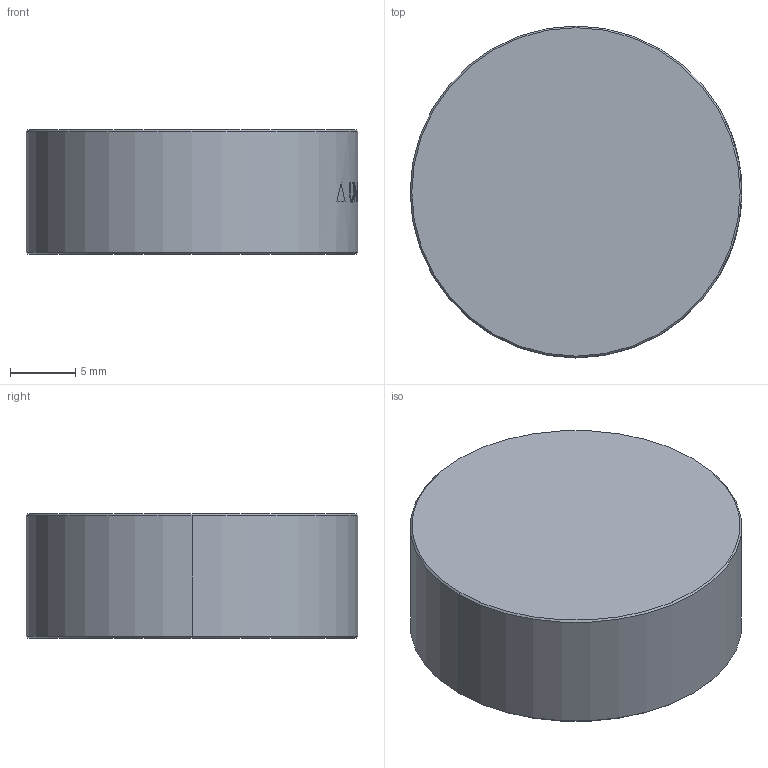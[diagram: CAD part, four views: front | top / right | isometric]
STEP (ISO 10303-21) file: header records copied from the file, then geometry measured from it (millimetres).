
FILE_DESCRIPTION (( 'STEP AP214' ), '1' );
FILE_NAME ('TTN283369-E0W.STEP', '2022-07-12T20:28:40', ( '' ), ( '' ), 'SwSTEP 2.0', 'SolidWorks 2018', '' );
FILE_SCHEMA (( 'AUTOMOTIVE_DESIGN' ));
Length unit declared in the file: metre
Products named in the file (1): TTN283369-E0W
Bounding box: 25.4 x 25.4 x 9.5 mm (x, y, z)
Volume: 4812.3 mm3; surface area: 1759.6 mm2
Topology: 1 solids, 1 shells, 23 faces, 105 edges, 95 vertices
Faces by surface type: cylinder 17, cone 4, plane 2
Entity records: 1919 total; most frequent: CARTESIAN_POINT 772, ORIENTED_EDGE 210, DIRECTION 144, EDGE_CURVE 105, VERTEX_POINT 95, AXIS2_PLACEMENT_3D 61, B_SPLINE_CURVE_WITH_KNOTS 46, CIRCLE 37
